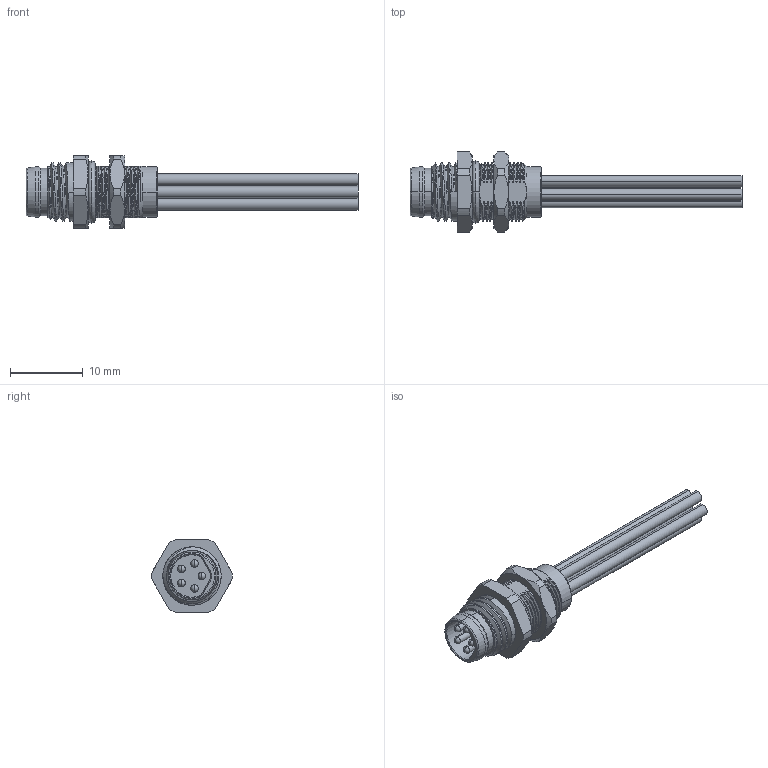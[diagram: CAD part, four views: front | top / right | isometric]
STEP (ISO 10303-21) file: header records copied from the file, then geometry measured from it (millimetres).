
FILE_DESCRIPTION((''),'2;1');
FILE_NAME('HOUSING-5P-MALE-AOCAO5_5','2025-09-28T',('gongcheng16'),(''),'PRO/ENGINEER BY PARAMETRIC TECHNOLOGY CORPORATION, 2010280','PRO/ENGINEER BY PARAMETRIC TECHNOLOGY CORPORATION, 2010280','');
FILE_SCHEMA(('CONFIG_CONTROL_DESIGN'));
Length unit declared in the file: millimetre
Products named in the file (1): HOUSING-5P-MALE-AOCAO5_5
Bounding box: 45.5 x 10.99 x 10 mm (x, y, z)
Volume: 309.6 mm3; surface area: 3161.6 mm2
Topology: 1 solids, 15 shells, 524 faces, 1270 edges, 792 vertices
Faces by surface type: cylinder 196, plane 117, cone 101, bspline 90, torus 10, sphere 10
Entity records: 30039 total; most frequent: CARTESIAN_POINT 18343, ORIENTED_EDGE 2500, DIRECTION 2254, EDGE_CURVE 1250, AXIS2_PLACEMENT_3D 889, VERTEX_POINT 792, EDGE_LOOP 586, FACE_OUTER_BOUND 524
